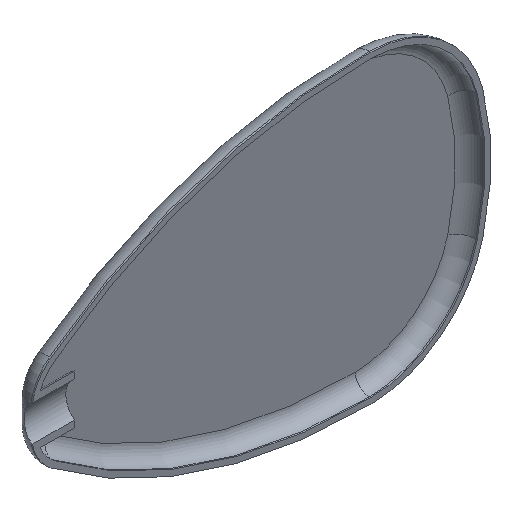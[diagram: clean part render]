
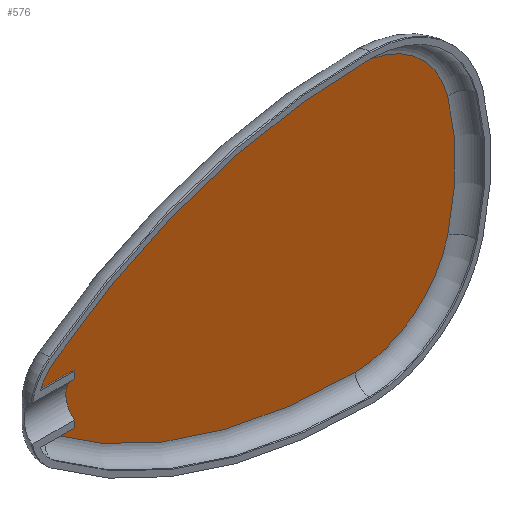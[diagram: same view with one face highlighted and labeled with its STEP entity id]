
A CAD part, isometric view. The second image highlights one B-rep face of the part: STEP entity #576.
In plain terms, the highlighted planar face has unit normal (0, -1, 0).
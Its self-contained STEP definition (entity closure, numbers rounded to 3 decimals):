
#74=FACE_OUTER_BOUND('',#110,.T.);
#110=EDGE_LOOP('',(#449,#450,#451,#452,#453,#454,#455,#456));
#139=LINE('',#1040,#159);
#159=VECTOR('',#809,10.);
#178=CIRCLE('',#624,5.);
#182=CIRCLE('',#629,5.);
#188=CIRCLE('',#638,88.513);
#191=CIRCLE('',#642,17.);
#192=CIRCLE('',#644,42.313);
#197=CIRCLE('',#651,17.);
#199=CIRCLE('',#656,88.513);
#245=VERTEX_POINT('',#991);
#246=VERTEX_POINT('',#993);
#248=VERTEX_POINT('',#999);
#249=VERTEX_POINT('',#1001);
#253=VERTEX_POINT('',#1015);
#254=VERTEX_POINT('',#1019);
#255=VERTEX_POINT('',#1021);
#256=VERTEX_POINT('',#1025);
#306=EDGE_CURVE('',#246,#245,#178,.T.);
#310=EDGE_CURVE('',#249,#248,#182,.T.);
#318=EDGE_CURVE('',#248,#253,#188,.T.);
#321=EDGE_CURVE('',#254,#255,#191,.T.);
#322=EDGE_CURVE('',#256,#254,#192,.T.);
#328=EDGE_CURVE('',#253,#256,#197,.T.);
#330=EDGE_CURVE('',#245,#249,#139,.T.);
#331=EDGE_CURVE('',#255,#246,#199,.T.);
#449=ORIENTED_EDGE('',*,*,#306,.T.);
#450=ORIENTED_EDGE('',*,*,#330,.T.);
#451=ORIENTED_EDGE('',*,*,#310,.T.);
#452=ORIENTED_EDGE('',*,*,#318,.T.);
#453=ORIENTED_EDGE('',*,*,#328,.T.);
#454=ORIENTED_EDGE('',*,*,#322,.T.);
#455=ORIENTED_EDGE('',*,*,#321,.T.);
#456=ORIENTED_EDGE('',*,*,#331,.T.);
#556=PLANE('',#657);
#576=ADVANCED_FACE('',(#74),#556,.F.);
#624=AXIS2_PLACEMENT_3D('',#994,#744,#745);
#629=AXIS2_PLACEMENT_3D('',#1002,#754,#755);
#638=AXIS2_PLACEMENT_3D('',#1017,#774,#775);
#642=AXIS2_PLACEMENT_3D('',#1023,#782,#783);
#644=AXIS2_PLACEMENT_3D('',#1026,#786,#787);
#651=AXIS2_PLACEMENT_3D('',#1036,#801,#802);
#656=AXIS2_PLACEMENT_3D('',#1042,#812,#813);
#657=AXIS2_PLACEMENT_3D('',#1043,#814,#815);
#744=DIRECTION('center_axis',(0.,-1.,0.));
#745=DIRECTION('ref_axis',(-0.894,0.,0.447));
#754=DIRECTION('center_axis',(0.,-1.,0.));
#755=DIRECTION('ref_axis',(-0.894,0.,-0.447));
#774=DIRECTION('center_axis',(0.,-1.,0.));
#775=DIRECTION('ref_axis',(-0.265,0.,-0.964));
#782=DIRECTION('center_axis',(0.,-1.,0.));
#783=DIRECTION('ref_axis',(0.617,0.,0.787));
#786=DIRECTION('center_axis',(0.,-1.,0.));
#787=DIRECTION('ref_axis',(1.,0.,0.));
#801=DIRECTION('center_axis',(0.,-1.,0.));
#802=DIRECTION('ref_axis',(0.617,0.,-0.787));
#809=DIRECTION('',(0.,0.,-1.));
#812=DIRECTION('center_axis',(0.,-1.,0.));
#813=DIRECTION('ref_axis',(-0.265,0.,0.964));
#814=DIRECTION('center_axis',(0.,1.,0.));
#815=DIRECTION('ref_axis',(1.,0.,0.));
#991=CARTESIAN_POINT('',(-29.128,19.,-53.613));
#993=CARTESIAN_POINT('',(-27.128,19.,-49.613));
#994=CARTESIAN_POINT('Origin',(-24.128,19.,-53.613));
#999=CARTESIAN_POINT('',(-27.128,19.,-60.787));
#1001=CARTESIAN_POINT('',(-29.128,19.,-56.787));
#1002=CARTESIAN_POINT('Origin',(-24.128,19.,-56.787));
#1015=CARTESIAN_POINT('',(26.946,19.,-78.489));
#1017=CARTESIAN_POINT('Origin',(25.986,19.,10.018));
#1019=CARTESIAN_POINT('',(43.228,19.,-44.686));
#1021=CARTESIAN_POINT('',(26.946,19.,-31.911));
#1023=CARTESIAN_POINT('Origin',(26.762,19.,-48.91));
#1025=CARTESIAN_POINT('',(43.228,19.,-65.714));
#1026=CARTESIAN_POINT('Origin',(2.243,19.,-55.2));
#1036=CARTESIAN_POINT('Origin',(26.762,19.,-61.49));
#1040=CARTESIAN_POINT('',(-29.128,19.,-58.055));
#1042=CARTESIAN_POINT('Origin',(25.986,19.,-120.418));
#1043=CARTESIAN_POINT('Origin',(7.714,19.,-55.2));
